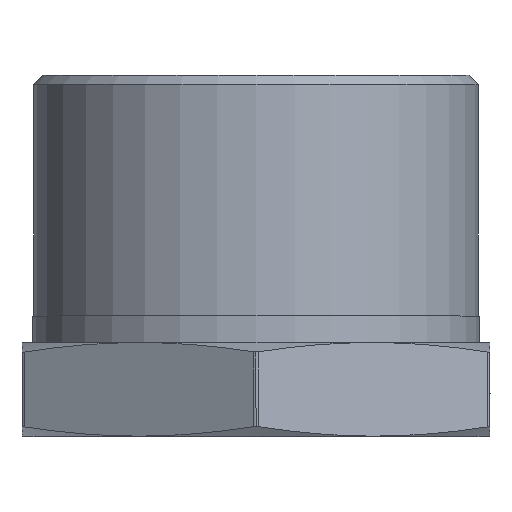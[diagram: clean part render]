
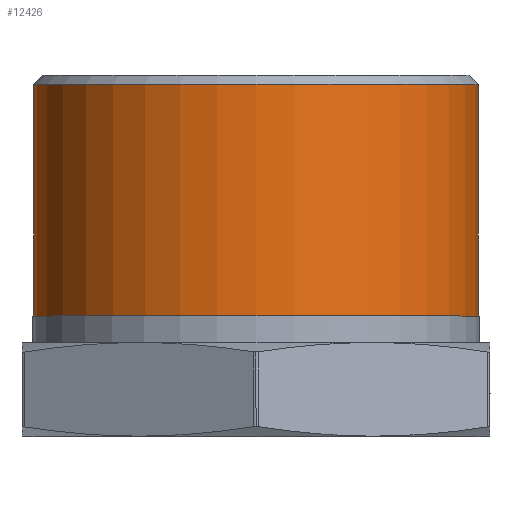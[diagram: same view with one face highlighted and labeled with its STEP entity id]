
A CAD part, top view. The second image highlights one B-rep face of the part: STEP entity #12426.
In plain terms, the highlighted cylindrical face has radius 16.625 mm (diameter 33.249 mm), a partial arc.
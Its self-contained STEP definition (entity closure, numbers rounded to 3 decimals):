
#106 = DIRECTION ( 'NONE',  ( 0., 1., 0. ) ) ;
#137 = EDGE_CURVE ( 'NONE', #4483, #13675, #13251, .T. ) ;
#519 = DIRECTION ( 'NONE',  ( 0., 1., 0. ) ) ;
#563 = ORIENTED_EDGE ( 'NONE', *, *, #137, .T. ) ;
#870 = DIRECTION ( 'NONE',  ( 0., 1., 0. ) ) ;
#923 = VERTEX_POINT ( 'NONE', #3458 ) ;
#1681 = ORIENTED_EDGE ( 'NONE', *, *, #12729, .T. ) ;
#2192 = ORIENTED_EDGE ( 'NONE', *, *, #6084, .F. ) ;
#2435 = VECTOR ( 'NONE', #6756, 1000. ) ;
#3458 = CARTESIAN_POINT ( 'NONE',  ( -16.625, 9., 0. ) ) ;
#3494 = AXIS2_PLACEMENT_3D ( 'NONE', #9783, #519, #5005 ) ;
#3530 = DIRECTION ( 'NONE',  ( 1., 0., 0. ) ) ;
#3894 = EDGE_CURVE ( 'NONE', #923, #7828, #7433, .T. ) ;
#4173 = CARTESIAN_POINT ( 'NONE',  ( 16.625, 9., 0. ) ) ;
#4197 = DIRECTION ( 'NONE',  ( 1., 0., 0. ) ) ;
#4483 = VERTEX_POINT ( 'NONE', #4173 ) ;
#4809 = CARTESIAN_POINT ( 'NONE',  ( -16.625, 7., 0. ) ) ;
#5005 = DIRECTION ( 'NONE',  ( 1., 0., 0. ) ) ;
#5174 = CYLINDRICAL_SURFACE ( 'NONE', #3494, 16.625 ) ;
#5598 = VECTOR ( 'NONE', #7175, 1000. ) ;
#6084 = EDGE_CURVE ( 'NONE', #7828, #13675, #12412, .T. ) ;
#6405 = CARTESIAN_POINT ( 'NONE',  ( -16.625, 26.308, 0. ) ) ;
#6651 = CARTESIAN_POINT ( 'NONE',  ( 16.625, 7., 0. ) ) ;
#6666 = CARTESIAN_POINT ( 'NONE',  ( 0., 26.308, 0. ) ) ;
#6756 = DIRECTION ( 'NONE',  ( 0., 1., 0. ) ) ;
#7060 = CARTESIAN_POINT ( 'NONE',  ( 0., 9., 0. ) ) ;
#7164 = AXIS2_PLACEMENT_3D ( 'NONE', #6666, #870, #4197 ) ;
#7175 = DIRECTION ( 'NONE',  ( 0., 1., 0. ) ) ;
#7433 = LINE ( 'NONE', #4809, #5598 ) ;
#7828 = VERTEX_POINT ( 'NONE', #6405 ) ;
#8908 = AXIS2_PLACEMENT_3D ( 'NONE', #7060, #106, #3530 ) ;
#9747 = CIRCLE ( 'NONE', #8908, 16.625 ) ;
#9783 = CARTESIAN_POINT ( 'NONE',  ( 0., 7., 0. ) ) ;
#11087 = CARTESIAN_POINT ( 'NONE',  ( 16.625, 26.308, 0. ) ) ;
#11637 = ORIENTED_EDGE ( 'NONE', *, *, #3894, .F. ) ;
#11902 = EDGE_LOOP ( 'NONE', ( #11637, #1681, #563, #2192 ) ) ;
#12412 = CIRCLE ( 'NONE', #7164, 16.625 ) ;
#12426 = ADVANCED_FACE ( 'NONE', ( #13232 ), #5174, .T. ) ;
#12729 = EDGE_CURVE ( 'NONE', #923, #4483, #9747, .T. ) ;
#13232 = FACE_OUTER_BOUND ( 'NONE', #11902, .T. ) ;
#13251 = LINE ( 'NONE', #6651, #2435 ) ;
#13675 = VERTEX_POINT ( 'NONE', #11087 ) ;
